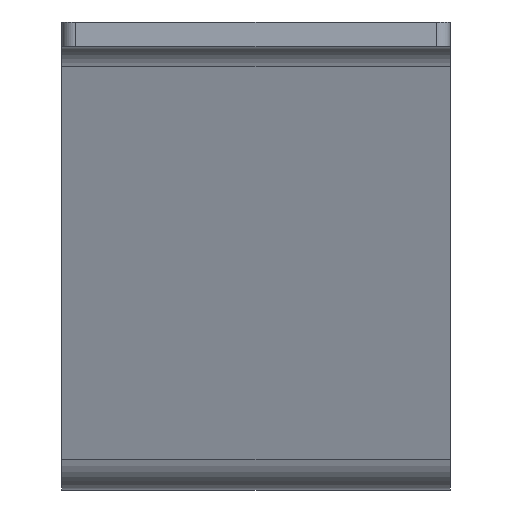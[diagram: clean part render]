
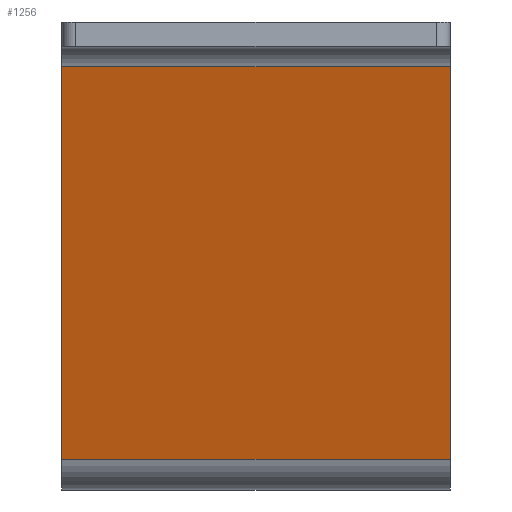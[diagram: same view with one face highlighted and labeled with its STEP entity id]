
A CAD part, front view. The second image highlights one B-rep face of the part: STEP entity #1256.
In plain terms, the highlighted planar face has unit normal (0, -0.966, -0.259).
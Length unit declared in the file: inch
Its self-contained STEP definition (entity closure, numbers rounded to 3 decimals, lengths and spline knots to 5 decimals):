
#17 = AXIS2_PLACEMENT_3D ( 'NONE', #742, #747, #751 ) ;
#72 = CARTESIAN_POINT ( 'NONE',  ( 1.75, -1.68884, 3.8147 ) ) ;
#98 = DIRECTION ( 'NONE',  ( 0., 0.259, -0.966 ) ) ;
#105 = VECTOR ( 'NONE', #282, 39.37008 ) ;
#118 = VECTOR ( 'NONE', #98, 39.37008 ) ;
#279 = EDGE_CURVE ( 'NONE', #1045, #1021, #824, .T. ) ;
#282 = DIRECTION ( 'NONE',  ( 0., -0.259, 0.966 ) ) ;
#298 = EDGE_CURVE ( 'NONE', #920, #1045, #834, .T. ) ;
#300 = EDGE_CURVE ( 'NONE', #1021, #845, #832, .T. ) ;
#493 = CARTESIAN_POINT ( 'NONE',  ( 3., -1.68884, 3.8147 ) ) ;
#498 = DIRECTION ( 'NONE',  ( -1., 0., 0. ) ) ;
#560 = EDGE_CURVE ( 'NONE', #920, #845, #894, .T. ) ;
#616 = DIRECTION ( 'NONE',  ( -1., 0., 0. ) ) ;
#695 = CARTESIAN_POINT ( 'NONE',  ( -1.75, -1.68884, 3.8147 ) ) ;
#720 = CARTESIAN_POINT ( 'NONE',  ( -1.75, -0.74117, 0.27794 ) ) ;
#739 = PLANE ( 'NONE',  #17 ) ;
#742 = CARTESIAN_POINT ( 'NONE',  ( 3., -0.74117, 0.27794 ) ) ;
#747 = DIRECTION ( 'NONE',  ( 0., -0.966, -0.259 ) ) ;
#751 = DIRECTION ( 'NONE',  ( 0., 0.259, -0.966 ) ) ;
#824 = LINE ( 'NONE', #841, #826 ) ;
#826 = VECTOR ( 'NONE', #616, 39.37008 ) ;
#832 = LINE ( 'NONE', #849, #105 ) ;
#834 = LINE ( 'NONE', #1062, #118 ) ;
#841 = CARTESIAN_POINT ( 'NONE',  ( 3., -0.74117, 0.27794 ) ) ;
#845 = VERTEX_POINT ( 'NONE', #695 ) ;
#849 = CARTESIAN_POINT ( 'NONE',  ( -1.75, -0.74117, 0.27794 ) ) ;
#893 = EDGE_LOOP ( 'NONE', ( #1128, #1131, #1135, #1137 ) ) ;
#894 = LINE ( 'NONE', #493, #904 ) ;
#904 = VECTOR ( 'NONE', #498, 39.37008 ) ;
#920 = VERTEX_POINT ( 'NONE', #72 ) ;
#1021 = VERTEX_POINT ( 'NONE', #720 ) ;
#1045 = VERTEX_POINT ( 'NONE', #1223 ) ;
#1062 = CARTESIAN_POINT ( 'NONE',  ( 1.75, -0.74117, 0.27794 ) ) ;
#1128 = ORIENTED_EDGE ( 'NONE', *, *, #300, .F. ) ;
#1131 = ORIENTED_EDGE ( 'NONE', *, *, #279, .F. ) ;
#1132 = FACE_OUTER_BOUND ( 'NONE', #893, .T. ) ;
#1135 = ORIENTED_EDGE ( 'NONE', *, *, #298, .F. ) ;
#1137 = ORIENTED_EDGE ( 'NONE', *, *, #560, .T. ) ;
#1223 = CARTESIAN_POINT ( 'NONE',  ( 1.75, -0.74117, 0.27794 ) ) ;
#1256 = ADVANCED_FACE ( 'NONE', ( #1132 ), #739, .T. ) ;
